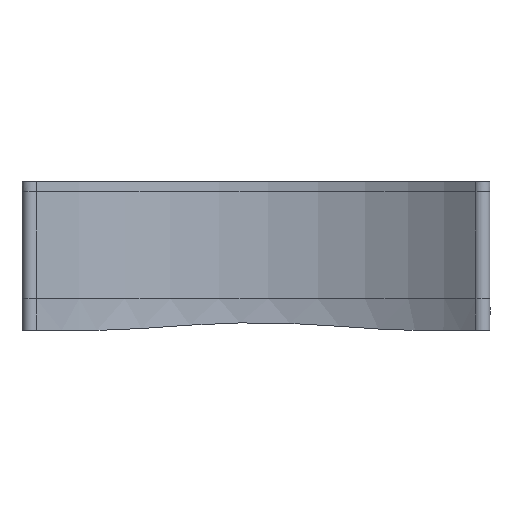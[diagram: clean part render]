
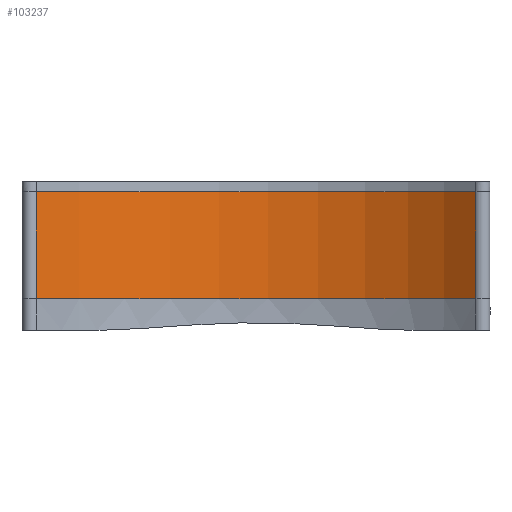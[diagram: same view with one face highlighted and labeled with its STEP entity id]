
A CAD part, front view. The second image highlights one B-rep face of the part: STEP entity #103237.
In plain terms, the highlighted free-form (B-spline) face has degree [2, 1] with [3, 2] control points.
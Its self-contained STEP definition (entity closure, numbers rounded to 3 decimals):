
#102837 = VERTEX_POINT('',#102838);
#102838 = CARTESIAN_POINT('',(4.727,4.67,
    36.004));
#102844 = EDGE_CURVE('',#102837,#102845,#102847,.T.);
#102845 = VERTEX_POINT('',#102846);
#102846 = CARTESIAN_POINT('',(152.791,4.67,
    36.004));
#102847 = ( BOUNDED_CURVE() B_SPLINE_CURVE(2,(#102848,#102849,#102850),
.UNSPECIFIED.,.F.,.F.) B_SPLINE_CURVE_WITH_KNOTS((3,3),(4.786,
6.283),.PIECEWISE_BEZIER_KNOTS.) CURVE() 
GEOMETRIC_REPRESENTATION_ITEM() RATIONAL_B_SPLINE_CURVE((1.,
0.733,1.)) REPRESENTATION_ITEM('') );
#102848 = CARTESIAN_POINT('',(4.727,4.67,
    36.004));
#102849 = CARTESIAN_POINT('',(78.759,73.455,
    36.004));
#102850 = CARTESIAN_POINT('',(152.791,4.67,
    36.004));
#103197 = VERTEX_POINT('',#103198);
#103198 = CARTESIAN_POINT('',(152.791,4.67,0.));
#103204 = EDGE_CURVE('',#103205,#103197,#103207,.T.);
#103205 = VERTEX_POINT('',#103206);
#103206 = CARTESIAN_POINT('',(4.727,4.67,0.));
#103207 = ( BOUNDED_CURVE() B_SPLINE_CURVE(2,(#103208,#103209,#103210),
.UNSPECIFIED.,.F.,.F.) B_SPLINE_CURVE_WITH_KNOTS((3,3),(
0.061,1.558),.PIECEWISE_BEZIER_KNOTS.) CURVE() 
GEOMETRIC_REPRESENTATION_ITEM() RATIONAL_B_SPLINE_CURVE((1.,
0.733,1.)) REPRESENTATION_ITEM('') );
#103208 = CARTESIAN_POINT('',(4.727,4.67,0.));
#103209 = CARTESIAN_POINT('',(78.759,73.455,0.));
#103210 = CARTESIAN_POINT('',(152.791,4.67,0.));
#103237 = ADVANCED_FACE('',(#103238),#103252,.F.);
#103238 = FACE_BOUND('',#103239,.F.);
#103239 = EDGE_LOOP('',(#103240,#103245,#103246,#103251));
#103240 = ORIENTED_EDGE('',*,*,#103241,.T.);
#103241 = EDGE_CURVE('',#103205,#102837,#103242,.T.);
#103242 = B_SPLINE_CURVE_WITH_KNOTS('',1,(#103243,#103244),
  .UNSPECIFIED.,.F.,.F.,(2,2),(-30.,2.),.PIECEWISE_BEZIER_KNOTS.);
#103243 = CARTESIAN_POINT('',(4.727,4.67,0.));
#103244 = CARTESIAN_POINT('',(4.727,4.67,
    36.004));
#103245 = ORIENTED_EDGE('',*,*,#102844,.T.);
#103246 = ORIENTED_EDGE('',*,*,#103247,.F.);
#103247 = EDGE_CURVE('',#103197,#102845,#103248,.T.);
#103248 = B_SPLINE_CURVE_WITH_KNOTS('',1,(#103249,#103250),
  .UNSPECIFIED.,.F.,.F.,(2,2),(-30.,2.),.PIECEWISE_BEZIER_KNOTS.);
#103249 = CARTESIAN_POINT('',(152.791,4.67,0.));
#103250 = CARTESIAN_POINT('',(152.791,4.67,
    36.004));
#103251 = ORIENTED_EDGE('',*,*,#103204,.F.);
#103252 = ( BOUNDED_SURFACE() B_SPLINE_SURFACE(2,1,(
    (#103253,#103254)
    ,(#103255,#103256)
    ,(#103257,#103258
)),.UNSPECIFIED.,.F.,.F.,.F.) B_SPLINE_SURFACE_WITH_KNOTS((3,3),(2,2),(
    0.061,1.558),(-35.,-3.),
.PIECEWISE_BEZIER_KNOTS.) GEOMETRIC_REPRESENTATION_ITEM() 
RATIONAL_B_SPLINE_SURFACE((
    (1.,1.)
    ,(0.733,0.733)
,(1.,1.))) REPRESENTATION_ITEM('') SURFACE() );
#103253 = CARTESIAN_POINT('',(4.727,4.67,
    36.004));
#103254 = CARTESIAN_POINT('',(4.727,4.67,0.));
#103255 = CARTESIAN_POINT('',(78.759,73.455,
    36.004));
#103256 = CARTESIAN_POINT('',(78.759,73.455,0.));
#103257 = CARTESIAN_POINT('',(152.791,4.67,
    36.004));
#103258 = CARTESIAN_POINT('',(152.791,4.67,0.));
